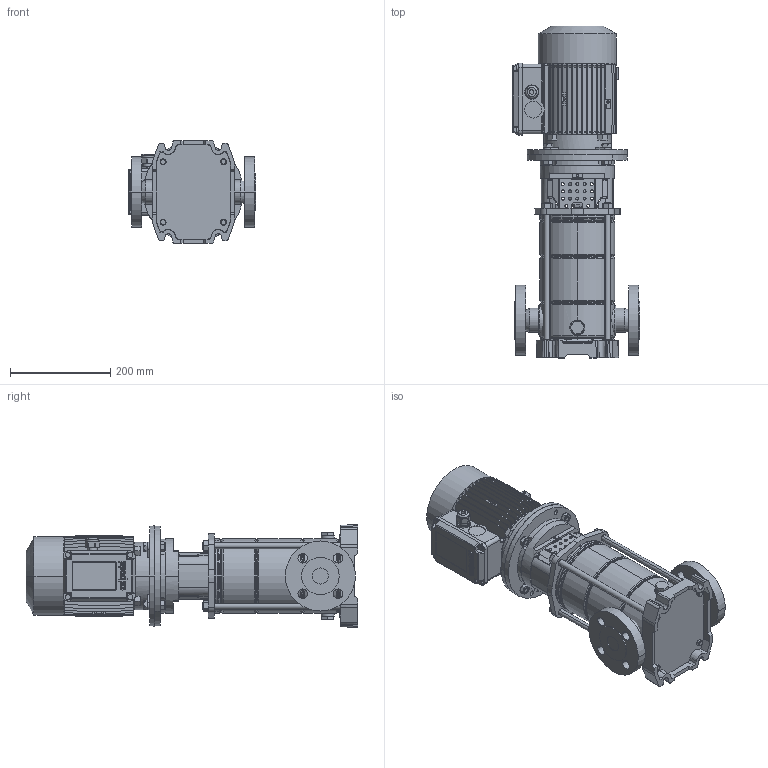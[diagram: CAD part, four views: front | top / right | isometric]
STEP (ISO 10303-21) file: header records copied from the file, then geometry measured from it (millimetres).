
FILE_DESCRIPTION (( 'STEP AP214' ), '1' );
FILE_NAME ('10008216swa00.step', '2021-07-22T08:45:56', ( '' ), ( '' ), 'SwSTEP 2.0', 'SolidWorks 2020', '' );
FILE_SCHEMA (( 'AUTOMOTIVE_DESIGN' ));
Length unit declared in the file: millimetre
Products named in the file (14): 10007649swp00_MXV 32-505; 10007570swp00_80 SZ VER.; 10007431swp00_Flangia mot. 80; 10000021swn00_M10x35 6.8; 10007576swa00_M80 VERT.; 10007670swn00_M20x1.5; 10000005swn00_M12 õ; 10008216swa00; 10007653swp00_M12X300; 10007654swp00; 10007642swp00; 4_92_266_REV00; 10007568swp00_M80 B5-De200; 10000004swn00_M10 õ
Assembly tree (26 placements, depth 3):
  10008216swa00
    10007642swp00
    10007649swp00_MXV 32-505
    10007654swp00
    10007431swp00_Flangia mot. 80
    10007653swp00_M12X300  x4
    10000005swn00_M12 õ  x4
    4_92_266_REV00  x2
    10007576swa00_M80 VERT.
      10007568swp00_M80 B5-De200
      10007570swp00_80 SZ VER.
      10007670swn00_M20x1.5
    10000021swn00_M10x35 6.8  x4
    10000004swn00_M10 õ  x4
Bounding box: 255.2 x 663.5 x 205 mm (x, y, z)
Volume: 12194748.4 mm3; surface area: 1137963 mm2
Topology: 28 solids, 28 shells, 2375 faces, 6007 edges, 3796 vertices
Faces by surface type: plane 1150, cylinder 630, cone 361, torus 130, bspline 92, sphere 12
Entity records: 64695 total; most frequent: CARTESIAN_POINT 14807, ORIENTED_EDGE 10266, DIRECTION 9913, EDGE_CURVE 5133, AXIS2_PLACEMENT_3D 3486, VERTEX_POINT 3276, VECTOR 2941, LINE 2941
